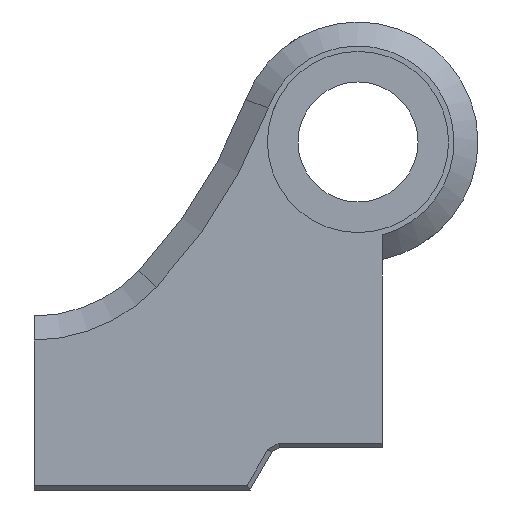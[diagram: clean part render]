
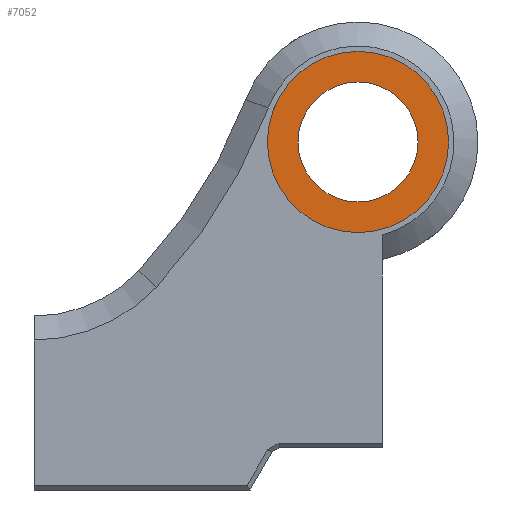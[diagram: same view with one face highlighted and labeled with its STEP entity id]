
A CAD part, front view. The second image highlights one B-rep face of the part: STEP entity #7052.
In plain terms, the highlighted face is planar.
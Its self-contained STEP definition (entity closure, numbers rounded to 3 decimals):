
#2883 = CYLINDRICAL_SURFACE('',#2884,5.);
#2884 = AXIS2_PLACEMENT_3D('',#2885,#2886,#2887);
#2885 = CARTESIAN_POINT('',(27.,7.,20.));
#2886 = DIRECTION('',(0.,-1.,0.));
#2887 = DIRECTION('',(1.,0.,0.));
#5169 = CYLINDRICAL_SURFACE('',#5170,7.55);
#5170 = AXIS2_PLACEMENT_3D('',#5171,#5172,#5173);
#5171 = CARTESIAN_POINT('',(27.,-2.,20.));
#5172 = DIRECTION('',(0.,-1.,0.));
#5173 = DIRECTION('',(1.,0.,0.));
#6291 = VERTEX_POINT('',#6292);
#6292 = CARTESIAN_POINT('',(34.55,-2.,20.));
#6315 = EDGE_CURVE('',#6291,#6291,#6316,.T.);
#6316 = SURFACE_CURVE('',#6317,(#6322,#6329),.PCURVE_S1.);
#6317 = CIRCLE('',#6318,7.55);
#6318 = AXIS2_PLACEMENT_3D('',#6319,#6320,#6321);
#6319 = CARTESIAN_POINT('',(27.,-2.,20.));
#6320 = DIRECTION('',(0.,-1.,0.));
#6321 = DIRECTION('',(1.,0.,0.));
#6322 = PCURVE('',#5169,#6323);
#6323 = DEFINITIONAL_REPRESENTATION('',(#6324),#6328);
#6324 = LINE('',#6325,#6326);
#6325 = CARTESIAN_POINT('',(0.,0.));
#6326 = VECTOR('',#6327,1.);
#6327 = DIRECTION('',(1.,0.));
#6328 = ( GEOMETRIC_REPRESENTATION_CONTEXT(2) 
PARAMETRIC_REPRESENTATION_CONTEXT() REPRESENTATION_CONTEXT('2D SPACE',''
  ) );
#6329 = PCURVE('',#6330,#6335);
#6330 = PLANE('',#6331);
#6331 = AXIS2_PLACEMENT_3D('',#6332,#6333,#6334);
#6332 = CARTESIAN_POINT('',(27.,-2.,20.));
#6333 = DIRECTION('',(0.,-1.,0.));
#6334 = DIRECTION('',(1.,0.,0.));
#6335 = DEFINITIONAL_REPRESENTATION('',(#6336),#6340);
#6336 = CIRCLE('',#6337,7.55);
#6337 = AXIS2_PLACEMENT_2D('',#6338,#6339);
#6338 = CARTESIAN_POINT('',(0.,0.));
#6339 = DIRECTION('',(1.,0.));
#6340 = ( GEOMETRIC_REPRESENTATION_CONTEXT(2) 
PARAMETRIC_REPRESENTATION_CONTEXT() REPRESENTATION_CONTEXT('2D SPACE',''
  ) );
#7052 = ADVANCED_FACE('',(#7053,#7056),#6330,.F.);
#7053 = FACE_BOUND('',#7054,.F.);
#7054 = EDGE_LOOP('',(#7055));
#7055 = ORIENTED_EDGE('',*,*,#6315,.T.);
#7056 = FACE_BOUND('',#7057,.F.);
#7057 = EDGE_LOOP('',(#7058));
#7058 = ORIENTED_EDGE('',*,*,#7059,.F.);
#7059 = EDGE_CURVE('',#7060,#7060,#7062,.T.);
#7060 = VERTEX_POINT('',#7061);
#7061 = CARTESIAN_POINT('',(32.,-2.,20.));
#7062 = SURFACE_CURVE('',#7063,(#7068,#7075),.PCURVE_S1.);
#7063 = CIRCLE('',#7064,5.);
#7064 = AXIS2_PLACEMENT_3D('',#7065,#7066,#7067);
#7065 = CARTESIAN_POINT('',(27.,-2.,20.));
#7066 = DIRECTION('',(0.,-1.,0.));
#7067 = DIRECTION('',(1.,0.,0.));
#7068 = PCURVE('',#6330,#7069);
#7069 = DEFINITIONAL_REPRESENTATION('',(#7070),#7074);
#7070 = CIRCLE('',#7071,5.);
#7071 = AXIS2_PLACEMENT_2D('',#7072,#7073);
#7072 = CARTESIAN_POINT('',(0.,0.));
#7073 = DIRECTION('',(1.,0.));
#7074 = ( GEOMETRIC_REPRESENTATION_CONTEXT(2) 
PARAMETRIC_REPRESENTATION_CONTEXT() REPRESENTATION_CONTEXT('2D SPACE',''
  ) );
#7075 = PCURVE('',#2883,#7076);
#7076 = DEFINITIONAL_REPRESENTATION('',(#7077),#7103);
#7077 = B_SPLINE_CURVE_WITH_KNOTS('',3,(#7078,#7079,#7080,#7081,#7082,
    #7083,#7084,#7085,#7086,#7087,#7088,#7089,#7090,#7091,#7092,#7093,
    #7094,#7095,#7096,#7097,#7098,#7099,#7100,#7101,#7102),
  .UNSPECIFIED.,.F.,.F.,(4,1,1,1,1,1,1,1,1,1,1,1,1,1,1,1,1,1,1,1,1,1,4),
  (0.,0.286,0.571,0.857,1.142,
    1.428,1.714,1.999,2.285,
    2.57,2.856,3.142,3.427,
    3.713,3.998,4.284,4.57,
    4.855,5.141,5.426,5.712,
    5.998,6.283),.QUASI_UNIFORM_KNOTS.);
#7078 = CARTESIAN_POINT('',(0.,9.));
#7079 = CARTESIAN_POINT('',(0.095,9.));
#7080 = CARTESIAN_POINT('',(0.286,9.));
#7081 = CARTESIAN_POINT('',(0.571,9.));
#7082 = CARTESIAN_POINT('',(0.857,9.));
#7083 = CARTESIAN_POINT('',(1.142,9.));
#7084 = CARTESIAN_POINT('',(1.428,9.));
#7085 = CARTESIAN_POINT('',(1.714,9.));
#7086 = CARTESIAN_POINT('',(1.999,9.));
#7087 = CARTESIAN_POINT('',(2.285,9.));
#7088 = CARTESIAN_POINT('',(2.57,9.));
#7089 = CARTESIAN_POINT('',(2.856,9.));
#7090 = CARTESIAN_POINT('',(3.142,9.));
#7091 = CARTESIAN_POINT('',(3.427,9.));
#7092 = CARTESIAN_POINT('',(3.713,9.));
#7093 = CARTESIAN_POINT('',(3.998,9.));
#7094 = CARTESIAN_POINT('',(4.284,9.));
#7095 = CARTESIAN_POINT('',(4.57,9.));
#7096 = CARTESIAN_POINT('',(4.855,9.));
#7097 = CARTESIAN_POINT('',(5.141,9.));
#7098 = CARTESIAN_POINT('',(5.426,9.));
#7099 = CARTESIAN_POINT('',(5.712,9.));
#7100 = CARTESIAN_POINT('',(5.998,9.));
#7101 = CARTESIAN_POINT('',(6.188,9.));
#7102 = CARTESIAN_POINT('',(6.283,9.));
#7103 = ( GEOMETRIC_REPRESENTATION_CONTEXT(2) 
PARAMETRIC_REPRESENTATION_CONTEXT() REPRESENTATION_CONTEXT('2D SPACE',''
  ) );
